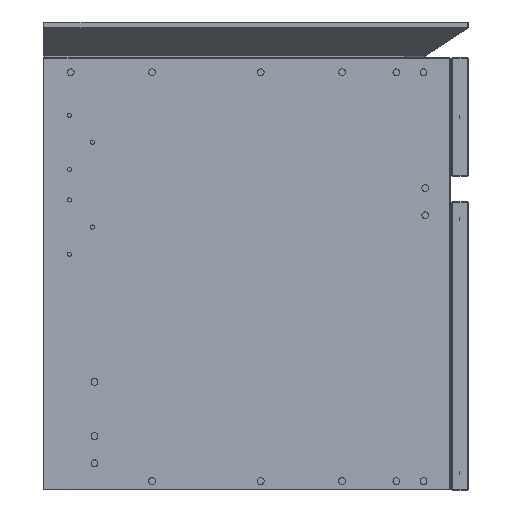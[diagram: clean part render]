
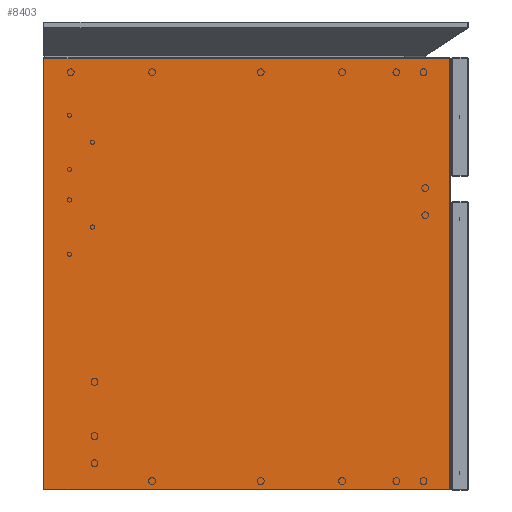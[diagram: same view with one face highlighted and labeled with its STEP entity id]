
A CAD part, left-side view. The second image highlights one B-rep face of the part: STEP entity #8403.
In plain terms, the highlighted planar face has unit normal (-1, 0, 0).
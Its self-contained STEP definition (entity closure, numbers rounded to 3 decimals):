
#8308=CARTESIAN_POINT('',(443.637,8196.487,-0.8));
#8309=VERTEX_POINT('',#8308);
#8316=CARTESIAN_POINT('',(443.637,7718.287,-0.8));
#8317=VERTEX_POINT('',#8316);
#8318=CARTESIAN_POINT('',(443.637,8196.487,-0.8));
#8319=DIRECTION('',(0.0,-1.0,0.0));
#8320=VECTOR('',#8319,478.2);
#8321=LINE('',#8318,#8320);
#8322=EDGE_CURVE('',#8309,#8317,#8321,.T.);
#8339=CARTESIAN_POINT('',(443.637,7718.287,-509.2));
#8340=VERTEX_POINT('',#8339);
#8341=CARTESIAN_POINT('',(443.637,7718.287,-0.8));
#8342=DIRECTION('',(0.0,0.0,-1.0));
#8343=VECTOR('',#8342,508.4);
#8344=LINE('',#8341,#8343);
#8345=EDGE_CURVE('',#8317,#8340,#8344,.T.);
#8380=CARTESIAN_POINT('',(443.637,7957.387,-0.799));
#8381=DIRECTION('',(-1.0,0.0,0.0));
#8382=DIRECTION('',(0.0,0.0,1.0));
#8383=AXIS2_PLACEMENT_3D('',#8380,#8381,#8382);
#8384=PLANE('',#8383);
#8385=ORIENTED_EDGE('',*,*,#8322,.F.);
#8386=CARTESIAN_POINT('',(443.637,8196.487,-509.2));
#8387=VERTEX_POINT('',#8386);
#8388=CARTESIAN_POINT('',(443.637,8196.487,-509.2));
#8389=DIRECTION('',(0.0,0.0,1.0));
#8390=VECTOR('',#8389,508.4);
#8391=LINE('',#8388,#8390);
#8392=EDGE_CURVE('',#8387,#8309,#8391,.T.);
#8393=ORIENTED_EDGE('',*,*,#8392,.F.);
#8394=CARTESIAN_POINT('',(443.637,7718.287,-509.2));
#8395=DIRECTION('',(0.0,1.0,0.0));
#8396=VECTOR('',#8395,478.2);
#8397=LINE('',#8394,#8396);
#8398=EDGE_CURVE('',#8340,#8387,#8397,.T.);
#8399=ORIENTED_EDGE('',*,*,#8398,.F.);
#8400=ORIENTED_EDGE('',*,*,#8345,.F.);
#8401=EDGE_LOOP('',(#8385,#8393,#8399,#8400));
#8402=FACE_OUTER_BOUND('',#8401,.T.);
#8403=ADVANCED_FACE('',(#8402),#8384,.T.);
